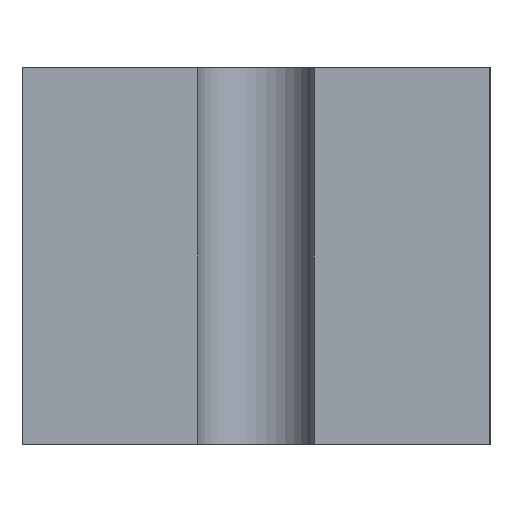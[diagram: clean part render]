
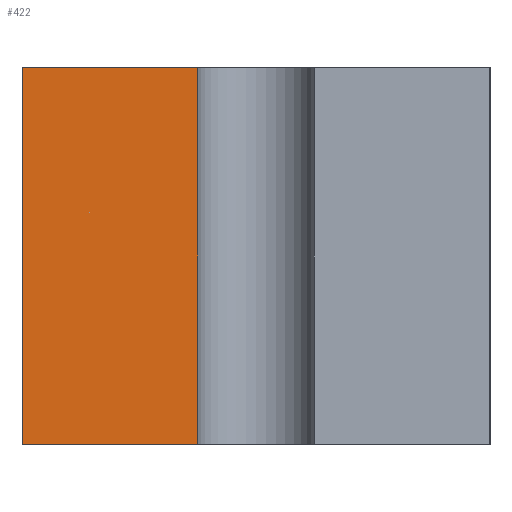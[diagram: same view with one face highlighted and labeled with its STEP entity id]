
A CAD part, left-side view. The second image highlights one B-rep face of the part: STEP entity #422.
In plain terms, the highlighted planar face has unit normal (-1, 0, 0).
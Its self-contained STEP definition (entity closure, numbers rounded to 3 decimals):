
#383=CARTESIAN_POINT('',(-1.75,0.225,0.0));
#384=DIRECTION('',(-1.0,0.0,0.0));
#385=DIRECTION('',(0.0,0.0,1.0));
#386=AXIS2_PLACEMENT_3D('',#383,#384,#385);
#387=PLANE('',#386);
#388=CARTESIAN_POINT('',(-1.75,0.225,1.45));
#389=VERTEX_POINT('',#388);
#390=CARTESIAN_POINT('',(-1.75,0.9,1.45));
#391=VERTEX_POINT('',#390);
#392=CARTESIAN_POINT('',(-1.75,0.225,1.45));
#393=DIRECTION('',(0.0,1.0,0.0));
#394=VECTOR('',#393,0.675);
#395=LINE('',#392,#394);
#396=EDGE_CURVE('',#389,#391,#395,.T.);
#397=ORIENTED_EDGE('',*,*,#396,.T.);
#398=CARTESIAN_POINT('',(-1.75,0.9,0.0));
#399=VERTEX_POINT('',#398);
#400=CARTESIAN_POINT('',(-1.75,0.9,0.0));
#401=DIRECTION('',(0.0,0.0,1.0));
#402=VECTOR('',#401,1.45);
#403=LINE('',#400,#402);
#404=EDGE_CURVE('',#399,#391,#403,.T.);
#405=ORIENTED_EDGE('',*,*,#404,.F.);
#406=CARTESIAN_POINT('',(-1.75,0.225,0.0));
#407=VERTEX_POINT('',#406);
#408=CARTESIAN_POINT('',(-1.75,0.225,0.0));
#409=DIRECTION('',(0.0,1.0,0.0));
#410=VECTOR('',#409,0.675);
#411=LINE('',#408,#410);
#412=EDGE_CURVE('',#407,#399,#411,.T.);
#413=ORIENTED_EDGE('',*,*,#412,.F.);
#414=CARTESIAN_POINT('',(-1.75,0.225,0.0));
#415=DIRECTION('',(0.0,0.0,1.0));
#416=VECTOR('',#415,1.45);
#417=LINE('',#414,#416);
#418=EDGE_CURVE('',#407,#389,#417,.T.);
#419=ORIENTED_EDGE('',*,*,#418,.T.);
#420=EDGE_LOOP('',(#397,#405,#413,#419));
#421=FACE_OUTER_BOUND('',#420,.T.);
#422=ADVANCED_FACE('',(#421),#387,.T.);
